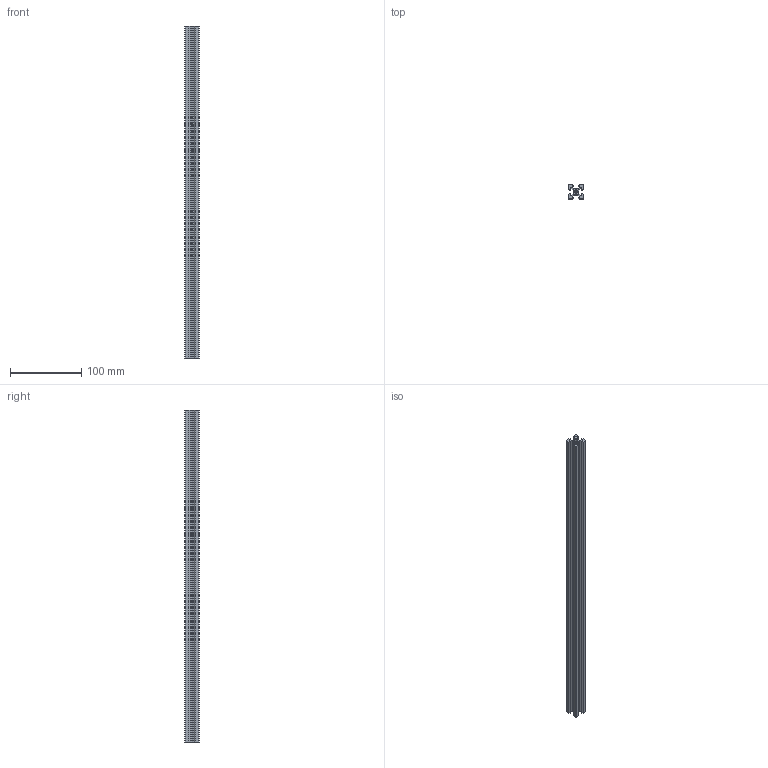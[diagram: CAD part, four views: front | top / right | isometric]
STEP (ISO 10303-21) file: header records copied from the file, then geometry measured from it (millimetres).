
FILE_DESCRIPTION(/* description */ (''),/* implementation_level */ '2;1');
FILE_NAME(/* name */ 'Profile46-6cm.stp',/* time_stamp */ '2025-01-31T12:41:18-05:00',/* author */ ('sara_'),/* organization */ (''),/* preprocessor_version */ 'ST-DEVELOPER v19.2',/* originating_system */ 'Autodesk Inventor 2024',/* authorisation */ '');
FILE_SCHEMA (('AUTOMOTIVE_DESIGN { 1 0 10303 214 3 1 1 }'));
Length unit declared in the file: millimetre
Products named in the file (1): Profile46-6cm
Bounding box: 20 x 20 x 466 mm (x, y, z)
Volume: 79549.9 mm3; surface area: 73530.4 mm2
Topology: 1 solids, 1 shells, 114 faces, 336 edges, 224 vertices
Faces by surface type: cylinder 60, plane 54
Entity records: 3883 total; most frequent: DIRECTION 686, CARTESIAN_POINT 675, ORIENTED_EDGE 672, EDGE_CURVE 336, AXIS2_PLACEMENT_3D 235, VERTEX_POINT 224, LINE 216, VECTOR 216
